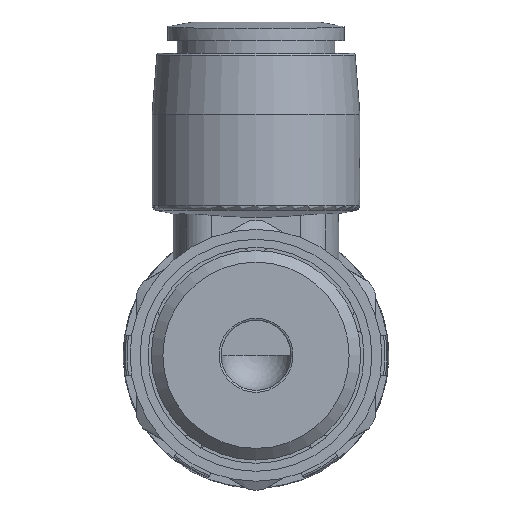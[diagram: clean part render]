
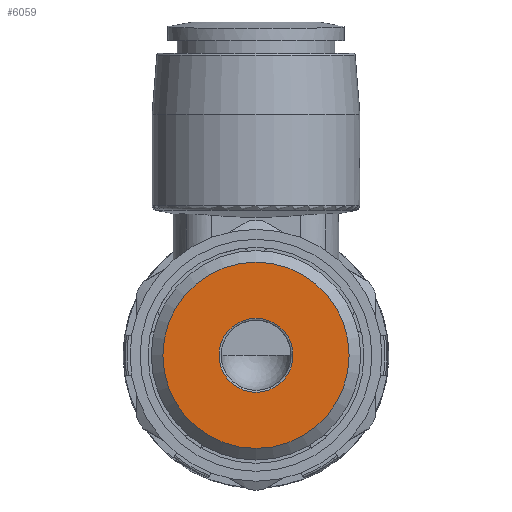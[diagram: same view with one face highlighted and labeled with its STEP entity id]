
A CAD part, front view. The second image highlights one B-rep face of the part: STEP entity #6059.
In plain terms, the highlighted planar face has unit normal (0, -1, 0).
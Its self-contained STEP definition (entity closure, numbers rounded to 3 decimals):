
#458=CIRCLE('',#6503,9.316);
#459=CIRCLE('',#6505,3.7);
#1047=ORIENTED_EDGE('',*,*,#2317,.F.);
#1048=ORIENTED_EDGE('',*,*,#2316,.T.);
#2316=EDGE_CURVE('',#2927,#2927,#458,.T.);
#2317=EDGE_CURVE('',#2928,#2928,#459,.T.);
#2927=VERTEX_POINT('',#9307);
#2928=VERTEX_POINT('',#9310);
#3779=EDGE_LOOP('',(#1047));
#3780=EDGE_LOOP('',(#1048));
#4099=FACE_BOUND('',#3779,.T.);
#4100=FACE_BOUND('',#3780,.T.);
#4345=PLANE('',#6504);
#6059=ADVANCED_FACE('',(#4099,#4100),#4345,.F.);
#6503=AXIS2_PLACEMENT_3D('',#9306,#7388,#7389);
#6504=AXIS2_PLACEMENT_3D('',#9308,#7390,#7391);
#6505=AXIS2_PLACEMENT_3D('',#9309,#7392,#7393);
#7388=DIRECTION('',(0.,-1.,0.));
#7389=DIRECTION('',(0.,0.,-1.));
#7390=DIRECTION('',(0.,1.,0.));
#7391=DIRECTION('',(0.,0.,1.));
#7392=DIRECTION('',(0.,-1.,0.));
#7393=DIRECTION('',(0.,0.,-1.));
#9306=CARTESIAN_POINT('',(0.,0.,0.));
#9307=CARTESIAN_POINT('',(0.,0.,-9.316));
#9308=CARTESIAN_POINT('',(0.,0.,-9.316));
#9309=CARTESIAN_POINT('',(0.,0.,0.));
#9310=CARTESIAN_POINT('',(0.,0.,-3.7));
